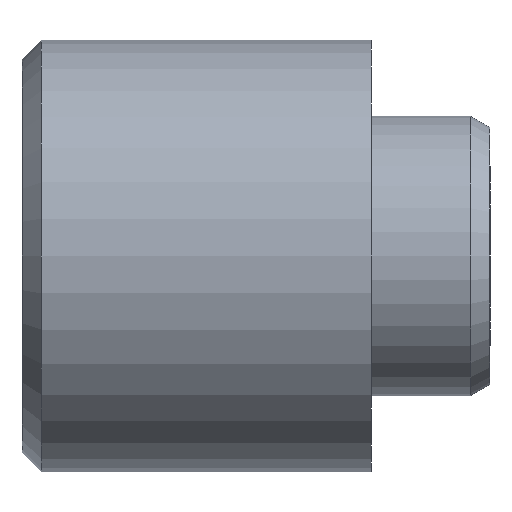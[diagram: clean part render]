
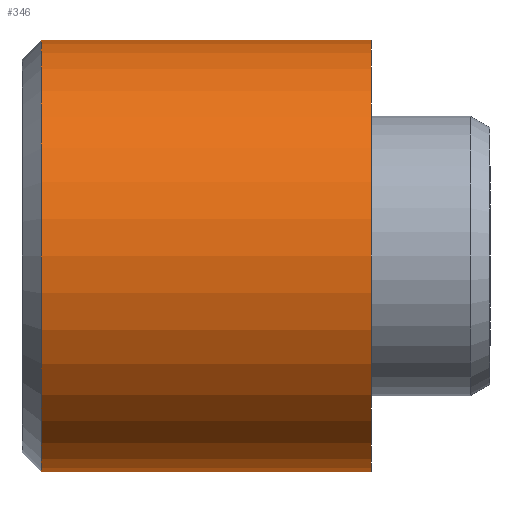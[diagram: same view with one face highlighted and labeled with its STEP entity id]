
A CAD part, left-side view. The second image highlights one B-rep face of the part: STEP entity #346.
In plain terms, the highlighted cylindrical face has radius 2.78 mm (diameter 5.56 mm), a partial arc.
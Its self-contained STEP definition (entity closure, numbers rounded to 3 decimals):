
#7 = DIRECTION ( 'NONE',  ( 0., 0., 1. ) ) ;
#20 = EDGE_CURVE ( 'NONE', #189, #308, #217, .T. ) ;
#76 = AXIS2_PLACEMENT_3D ( 'NONE', #101, #349, #7 ) ;
#81 = ORIENTED_EDGE ( 'NONE', *, *, #20, .T. ) ;
#82 = CARTESIAN_POINT ( 'NONE',  ( 0., 36.602, 2.78 ) ) ;
#101 = CARTESIAN_POINT ( 'NONE',  ( 0., 36.602, 0. ) ) ;
#109 = CIRCLE ( 'NONE', #244, 2.78 ) ;
#117 = LINE ( 'NONE', #231, #384 ) ;
#189 = VERTEX_POINT ( 'NONE', #360 ) ;
#215 = VERTEX_POINT ( 'NONE', #275 ) ;
#217 = LINE ( 'NONE', #82, #525 ) ;
#222 = CARTESIAN_POINT ( 'NONE',  ( 0., 4.25, 0. ) ) ;
#231 = CARTESIAN_POINT ( 'NONE',  ( 0., 36.602, -2.78 ) ) ;
#238 = DIRECTION ( 'NONE',  ( 0., 0., 1. ) ) ;
#243 = EDGE_CURVE ( 'NONE', #215, #439, #117, .T. ) ;
#244 = AXIS2_PLACEMENT_3D ( 'NONE', #222, #306, #466 ) ;
#273 = EDGE_CURVE ( 'NONE', #215, #189, #512, .T. ) ;
#275 = CARTESIAN_POINT ( 'NONE',  ( 0., 0., -2.78 ) ) ;
#297 = CYLINDRICAL_SURFACE ( 'NONE', #76, 2.78 ) ;
#306 = DIRECTION ( 'NONE',  ( 0., -1., 0. ) ) ;
#308 = VERTEX_POINT ( 'NONE', #341 ) ;
#314 = DIRECTION ( 'NONE',  ( 0., 1., 0. ) ) ;
#341 = CARTESIAN_POINT ( 'NONE',  ( 0., 4.25, 2.78 ) ) ;
#346 = ADVANCED_FACE ( 'NONE', ( #356 ), #297, .T. ) ;
#349 = DIRECTION ( 'NONE',  ( 0., 1., 0. ) ) ;
#356 = FACE_OUTER_BOUND ( 'NONE', #488, .T. ) ;
#360 = CARTESIAN_POINT ( 'NONE',  ( 0., 0., 2.78 ) ) ;
#384 = VECTOR ( 'NONE', #314, 1000. ) ;
#385 = DIRECTION ( 'NONE',  ( 0., 1., 0. ) ) ;
#396 = DIRECTION ( 'NONE',  ( 0., 1., 0. ) ) ;
#408 = AXIS2_PLACEMENT_3D ( 'NONE', #471, #396, #238 ) ;
#410 = EDGE_CURVE ( 'NONE', #308, #439, #109, .T. ) ;
#415 = ORIENTED_EDGE ( 'NONE', *, *, #243, .F. ) ;
#439 = VERTEX_POINT ( 'NONE', #445 ) ;
#445 = CARTESIAN_POINT ( 'NONE',  ( 0., 4.25, -2.78 ) ) ;
#446 = ORIENTED_EDGE ( 'NONE', *, *, #410, .T. ) ;
#466 = DIRECTION ( 'NONE',  ( 0., 0., -1. ) ) ;
#471 = CARTESIAN_POINT ( 'NONE',  ( 0., 0., 0. ) ) ;
#488 = EDGE_LOOP ( 'NONE', ( #415, #522, #81, #446 ) ) ;
#512 = CIRCLE ( 'NONE', #408, 2.78 ) ;
#522 = ORIENTED_EDGE ( 'NONE', *, *, #273, .T. ) ;
#525 = VECTOR ( 'NONE', #385, 1000. ) ;
